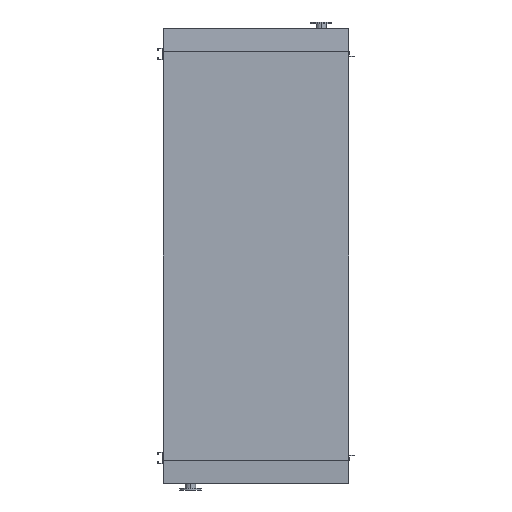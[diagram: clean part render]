
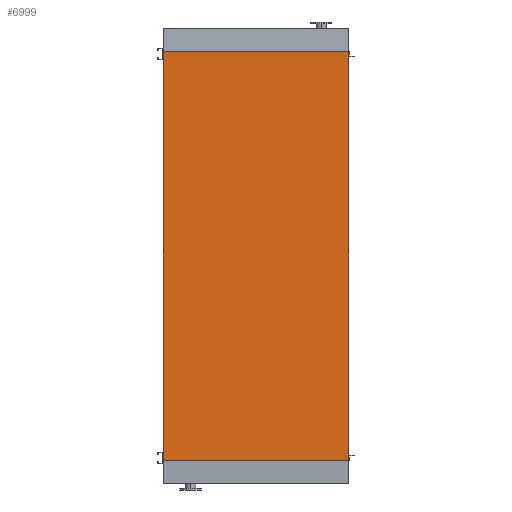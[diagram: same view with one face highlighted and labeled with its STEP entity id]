
A CAD part, front view. The second image highlights one B-rep face of the part: STEP entity #6999.
In plain terms, the highlighted planar face has unit normal (0, -1, 0).
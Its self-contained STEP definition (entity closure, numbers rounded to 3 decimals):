
#284 = VERTEX_POINT ( 'NONE', #5180 ) ;
#887 = CARTESIAN_POINT ( 'NONE',  ( -965., 0., -4250. ) ) ;
#1101 = EDGE_CURVE ( 'NONE', #9050, #6850, #1440, .T. ) ;
#1204 = CARTESIAN_POINT ( 'NONE',  ( 965., 0., -4250. ) ) ;
#1440 = LINE ( 'NONE', #1204, #11412 ) ;
#2128 = CARTESIAN_POINT ( 'NONE',  ( -965., 0., 0. ) ) ;
#3608 = EDGE_CURVE ( 'NONE', #9376, #6850, #9093, .T. ) ;
#3777 = DIRECTION ( 'NONE',  ( 1., 0., 0. ) ) ;
#3834 = VECTOR ( 'NONE', #3777, 1000. ) ;
#3994 = EDGE_LOOP ( 'NONE', ( #6029, #4150, #6041, #6372 ) ) ;
#4084 = CARTESIAN_POINT ( 'NONE',  ( -965., 0., -4250. ) ) ;
#4150 = ORIENTED_EDGE ( 'NONE', *, *, #9200, .F. ) ;
#4470 = AXIS2_PLACEMENT_3D ( 'NONE', #4084, #7160, #8115 ) ;
#4493 = FACE_OUTER_BOUND ( 'NONE', #3994, .T. ) ;
#4692 = DIRECTION ( 'NONE',  ( 1., 0., 0. ) ) ;
#4893 = DIRECTION ( 'NONE',  ( 0., 0., 1. ) ) ;
#5180 = CARTESIAN_POINT ( 'NONE',  ( -965., 0., -4250. ) ) ;
#6029 = ORIENTED_EDGE ( 'NONE', *, *, #3608, .F. ) ;
#6041 = ORIENTED_EDGE ( 'NONE', *, *, #7896, .T. ) ;
#6372 = ORIENTED_EDGE ( 'NONE', *, *, #1101, .T. ) ;
#6850 = VERTEX_POINT ( 'NONE', #10160 ) ;
#6999 = ADVANCED_FACE ( 'NONE', ( #4493 ), #11697, .T. ) ;
#7160 = DIRECTION ( 'NONE',  ( 0., -1., 0. ) ) ;
#7896 = EDGE_CURVE ( 'NONE', #284, #9050, #9045, .T. ) ;
#8115 = DIRECTION ( 'NONE',  ( 0., 0., -1. ) ) ;
#8258 = VECTOR ( 'NONE', #9069, 1000. ) ;
#8367 = CARTESIAN_POINT ( 'NONE',  ( 965., 0., -4250. ) ) ;
#9010 = CARTESIAN_POINT ( 'NONE',  ( -965., 0., -4250. ) ) ;
#9045 = LINE ( 'NONE', #887, #11709 ) ;
#9050 = VERTEX_POINT ( 'NONE', #8367 ) ;
#9069 = DIRECTION ( 'NONE',  ( 0., 0., 1. ) ) ;
#9093 = LINE ( 'NONE', #10211, #3834 ) ;
#9200 = EDGE_CURVE ( 'NONE', #284, #9376, #11696, .T. ) ;
#9376 = VERTEX_POINT ( 'NONE', #2128 ) ;
#10160 = CARTESIAN_POINT ( 'NONE',  ( 965., 0., 0. ) ) ;
#10211 = CARTESIAN_POINT ( 'NONE',  ( -965., 0., 0. ) ) ;
#11412 = VECTOR ( 'NONE', #4893, 1000. ) ;
#11696 = LINE ( 'NONE', #9010, #8258 ) ;
#11697 = PLANE ( 'NONE',  #4470 ) ;
#11709 = VECTOR ( 'NONE', #4692, 1000. ) ;
